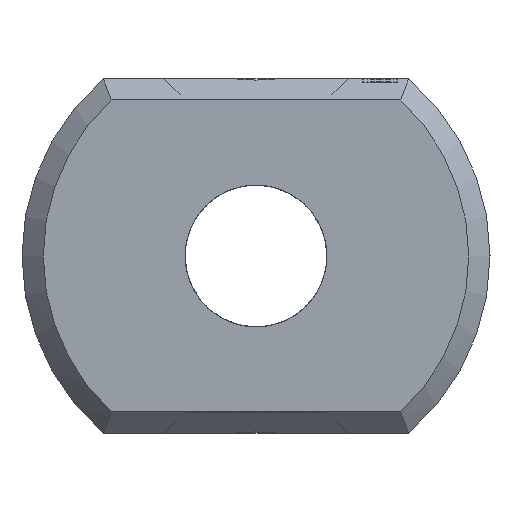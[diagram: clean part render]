
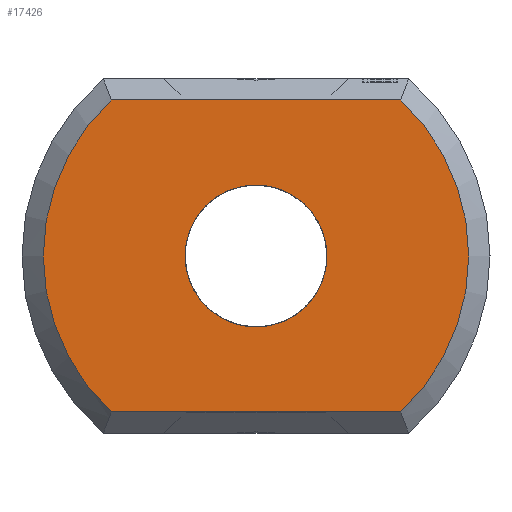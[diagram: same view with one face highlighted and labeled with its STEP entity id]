
A CAD part, left-side view. The second image highlights one B-rep face of the part: STEP entity #17426.
In plain terms, the highlighted planar face has unit normal (-1, 0, 0).
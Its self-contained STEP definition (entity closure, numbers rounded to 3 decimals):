
#4284 = VERTEX_POINT('',#4285);
#4285 = CARTESIAN_POINT('',(0.,-2.04,2.2));
#4294 = VERTEX_POINT('',#4295);
#4295 = CARTESIAN_POINT('',(0.,-2.04,-2.2));
#4302 = EDGE_CURVE('',#4284,#4294,#4303,.T.);
#4303 = CIRCLE('',#4304,3.);
#4304 = AXIS2_PLACEMENT_3D('',#4305,#4306,#4307);
#4305 = CARTESIAN_POINT('',(0.,0.,0.));
#4306 = DIRECTION('',(1.,0.,0.));
#4307 = DIRECTION('',(0.,-0.653,0.758)
  );
#5734 = VERTEX_POINT('',#5735);
#5735 = CARTESIAN_POINT('',(0.,2.04,2.2));
#5742 = EDGE_CURVE('',#4284,#5734,#5743,.T.);
#5743 = LINE('',#5744,#5745);
#5744 = CARTESIAN_POINT('',(0.,-2.154,2.2));
#5745 = VECTOR('',#5746,1.);
#5746 = DIRECTION('',(0.,1.,0.));
#17426 = ADVANCED_FACE('',(#17427,#17446),#17457,.F.);
#17427 = FACE_BOUND('',#17428,.F.);
#17428 = EDGE_LOOP('',(#17429,#17438,#17439,#17440));
#17429 = ORIENTED_EDGE('',*,*,#17430,.T.);
#17430 = EDGE_CURVE('',#17431,#5734,#17433,.T.);
#17431 = VERTEX_POINT('',#17432);
#17432 = CARTESIAN_POINT('',(0.,2.04,-2.2));
#17433 = CIRCLE('',#17434,3.);
#17434 = AXIS2_PLACEMENT_3D('',#17435,#17436,#17437);
#17435 = CARTESIAN_POINT('',(0.,0.,0.));
#17436 = DIRECTION('',(1.,0.,0.));
#17437 = DIRECTION('',(0.,0.653,-0.758)
  );
#17438 = ORIENTED_EDGE('',*,*,#5742,.F.);
#17439 = ORIENTED_EDGE('',*,*,#4302,.T.);
#17440 = ORIENTED_EDGE('',*,*,#17441,.T.);
#17441 = EDGE_CURVE('',#4294,#17431,#17442,.T.);
#17442 = LINE('',#17443,#17444);
#17443 = CARTESIAN_POINT('',(0.,-2.154,-2.2));
#17444 = VECTOR('',#17445,1.);
#17445 = DIRECTION('',(0.,1.,0.));
#17446 = FACE_BOUND('',#17447,.T.);
#17447 = EDGE_LOOP('',(#17448));
#17448 = ORIENTED_EDGE('',*,*,#17449,.T.);
#17449 = EDGE_CURVE('',#17450,#17450,#17452,.T.);
#17450 = VERTEX_POINT('',#17451);
#17451 = CARTESIAN_POINT('',(0.,1.,0.)
  );
#17452 = CIRCLE('',#17453,1.);
#17453 = AXIS2_PLACEMENT_3D('',#17454,#17455,#17456);
#17454 = CARTESIAN_POINT('',(0.,0.,0.));
#17455 = DIRECTION('',(1.,0.,0.));
#17456 = DIRECTION('',(0.,1.,0.));
#17457 = PLANE('',#17458);
#17458 = AXIS2_PLACEMENT_3D('',#17459,#17460,#17461);
#17459 = CARTESIAN_POINT('',(0.,0.,0.));
#17460 = DIRECTION('',(1.,0.,0.));
#17461 = DIRECTION('',(0.,0.,1.));
